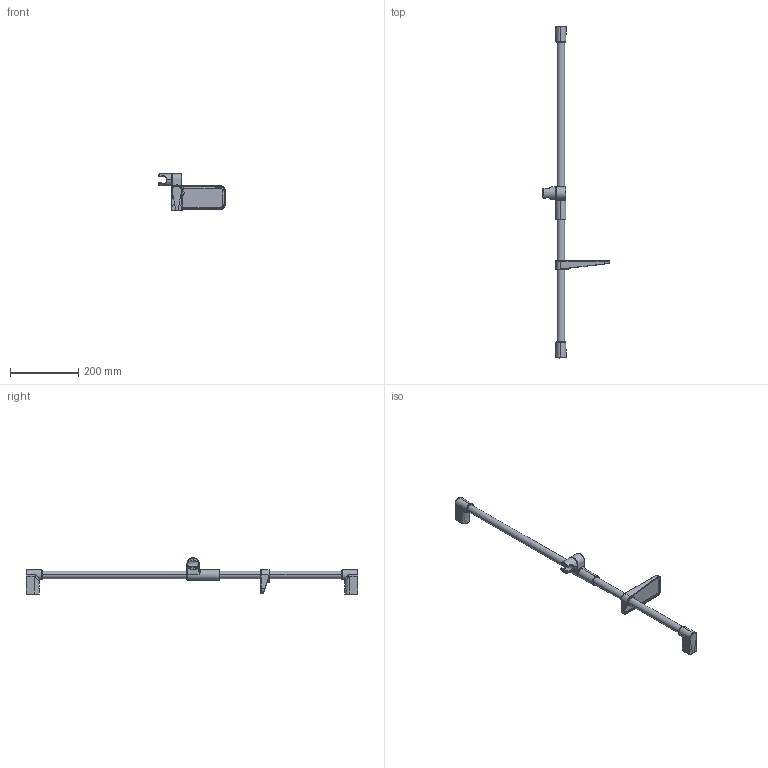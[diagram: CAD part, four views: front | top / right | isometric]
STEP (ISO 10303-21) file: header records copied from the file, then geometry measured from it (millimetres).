
FILE_DESCRIPTION (( 'STEP AP203' ), '1' );
FILE_NAME ('44130200(2023).STEP', '2023-04-18T08:05:34', ( '' ), ( '' ), 'SwSTEP 2.0', 'SolidWorks 2016', '' );
FILE_SCHEMA (( 'CONFIG_CONTROL_DESIGN' ));
Length unit declared in the file: millimetre
Products named in the file (1): 44130200(2023)
Bounding box: 194.85 x 970.19 x 107.06 mm (x, y, z)
Volume: 642992 mm3; surface area: 123745 mm2
Topology: 1 solids, 1 shells, 338 faces, 837 edges, 488 vertices
Faces by surface type: bspline 203, cylinder 41, cone 40, plane 30, torus 20, sphere 4
Entity records: 22514 total; most frequent: CARTESIAN_POINT 16037, ORIENTED_EDGE 1632, DIRECTION 956, EDGE_CURVE 816, VERTEX_POINT 489, AXIS2_PLACEMENT_3D 420, B_SPLINE_CURVE_WITH_KNOTS 372, EDGE_LOOP 347
